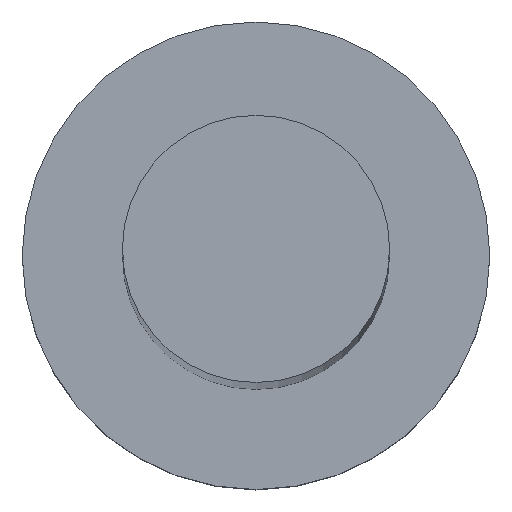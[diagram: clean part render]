
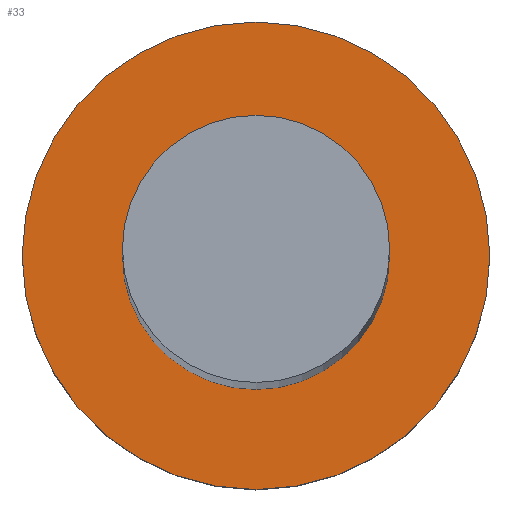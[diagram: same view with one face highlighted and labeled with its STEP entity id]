
A CAD part, top view. The second image highlights one B-rep face of the part: STEP entity #33.
In plain terms, the highlighted planar face has unit normal (0, 0, 1).
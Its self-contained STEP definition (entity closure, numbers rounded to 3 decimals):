
#4 = CIRCLE ( 'NONE', #192, 7. ) ;
#6 = ORIENTED_EDGE ( 'NONE', *, *, #14, .F. ) ;
#7 = DIRECTION ( 'NONE',  ( 0., 0., 1. ) ) ;
#9 = EDGE_CURVE ( 'NONE', #68, #163, #4, .T. ) ;
#14 = EDGE_CURVE ( 'NONE', #20, #44, #228, .T. ) ;
#20 = VERTEX_POINT ( 'NONE', #25 ) ;
#21 = DIRECTION ( 'NONE',  ( 0., 0., 1. ) ) ;
#23 = EDGE_LOOP ( 'NONE', ( #6, #24 ) ) ;
#24 = ORIENTED_EDGE ( 'NONE', *, *, #222, .F. ) ;
#25 = CARTESIAN_POINT ( 'NONE',  ( -4., 0., 6.5 ) ) ;
#26 = FACE_BOUND ( 'NONE', #23, .T. ) ;
#30 = AXIS2_PLACEMENT_3D ( 'NONE', #182, #7, #208 ) ;
#31 = CARTESIAN_POINT ( 'NONE',  ( -7., 0., 6.5 ) ) ;
#33 = ADVANCED_FACE ( 'NONE', ( #26, #128 ), #167, .T. ) ;
#35 = CARTESIAN_POINT ( 'NONE',  ( 4., 0., 6.5 ) ) ;
#44 = VERTEX_POINT ( 'NONE', #35 ) ;
#51 = AXIS2_PLACEMENT_3D ( 'NONE', #120, #21, #61 ) ;
#61 = DIRECTION ( 'NONE',  ( 1., 0., 0. ) ) ;
#67 = EDGE_LOOP ( 'NONE', ( #181, #183 ) ) ;
#68 = VERTEX_POINT ( 'NONE', #31 ) ;
#73 = DIRECTION ( 'NONE',  ( 0., 0., 1. ) ) ;
#94 = DIRECTION ( 'NONE',  ( 1., 0., 0. ) ) ;
#96 = AXIS2_PLACEMENT_3D ( 'NONE', #242, #73, #94 ) ;
#102 = EDGE_CURVE ( 'NONE', #163, #68, #250, .T. ) ;
#104 = CARTESIAN_POINT ( 'NONE',  ( 0., 0., 6.5 ) ) ;
#120 = CARTESIAN_POINT ( 'NONE',  ( 0., 0., 6.5 ) ) ;
#128 = FACE_OUTER_BOUND ( 'NONE', #67, .T. ) ;
#130 = CARTESIAN_POINT ( 'NONE',  ( 7., 0., 6.5 ) ) ;
#142 = AXIS2_PLACEMENT_3D ( 'NONE', #249, #243, #227 ) ;
#146 = DIRECTION ( 'NONE',  ( 1., 0., 0. ) ) ;
#163 = VERTEX_POINT ( 'NONE', #130 ) ;
#167 = PLANE ( 'NONE',  #96 ) ;
#181 = ORIENTED_EDGE ( 'NONE', *, *, #9, .T. ) ;
#182 = CARTESIAN_POINT ( 'NONE',  ( 0., 0., 6.5 ) ) ;
#183 = ORIENTED_EDGE ( 'NONE', *, *, #102, .T. ) ;
#184 = CIRCLE ( 'NONE', #51, 4. ) ;
#192 = AXIS2_PLACEMENT_3D ( 'NONE', #104, #240, #146 ) ;
#208 = DIRECTION ( 'NONE',  ( 1., 0., 0. ) ) ;
#222 = EDGE_CURVE ( 'NONE', #44, #20, #184, .T. ) ;
#227 = DIRECTION ( 'NONE',  ( 1., 0., 0. ) ) ;
#228 = CIRCLE ( 'NONE', #30, 4. ) ;
#240 = DIRECTION ( 'NONE',  ( 0., 0., 1. ) ) ;
#242 = CARTESIAN_POINT ( 'NONE',  ( 0., 0., 6.5 ) ) ;
#243 = DIRECTION ( 'NONE',  ( 0., 0., 1. ) ) ;
#249 = CARTESIAN_POINT ( 'NONE',  ( 0., 0., 6.5 ) ) ;
#250 = CIRCLE ( 'NONE', #142, 7. ) ;
